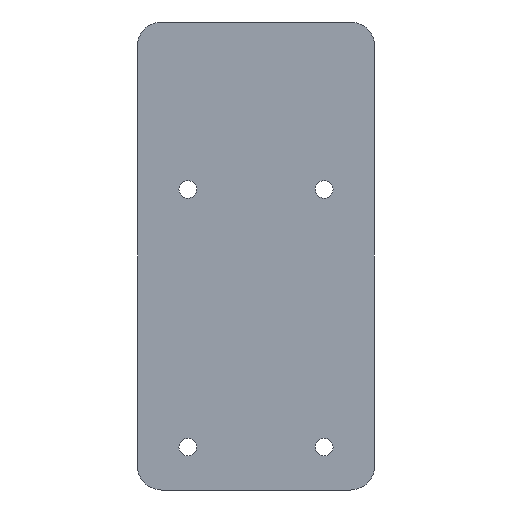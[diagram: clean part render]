
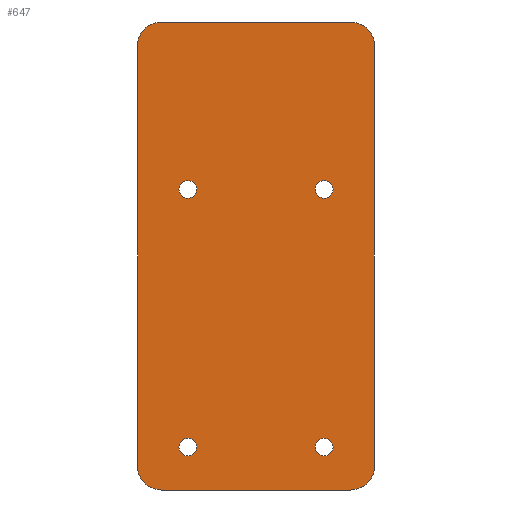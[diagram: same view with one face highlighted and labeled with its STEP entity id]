
A CAD part, front view. The second image highlights one B-rep face of the part: STEP entity #647.
In plain terms, the highlighted planar face has unit normal (0, -1, 0).
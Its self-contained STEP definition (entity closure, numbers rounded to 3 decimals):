
#15 = CARTESIAN_POINT ( 'NONE',  ( 11.5, 0., 21.75 ) ) ;
#45 = EDGE_CURVE ( 'NONE', #1681, #573, #2308, .T. ) ;
#71 = DIRECTION ( 'NONE',  ( 0., 1., 0. ) ) ;
#81 = CARTESIAN_POINT ( 'NONE',  ( -20., 0., -25. ) ) ;
#98 = ORIENTED_EDGE ( 'NONE', *, *, #3092, .T. ) ;
#108 = AXIS2_PLACEMENT_3D ( 'NONE', #1216, #2541, #3245 ) ;
#141 = EDGE_CURVE ( 'NONE', #1028, #3253, #1701, .T. ) ;
#180 = AXIS2_PLACEMENT_3D ( 'NONE', #908, #1893, #3223 ) ;
#198 = ORIENTED_EDGE ( 'NONE', *, *, #3181, .T. ) ;
#209 = DIRECTION ( 'NONE',  ( 0., 0., 1. ) ) ;
#232 = EDGE_LOOP ( 'NONE', ( #534, #198, #1222, #3126, #1621, #1450, #911, #98 ) ) ;
#249 = CIRCLE ( 'NONE', #108, 4. ) ;
#260 = CARTESIAN_POINT ( 'NONE',  ( 16., 0., 46. ) ) ;
#284 = ORIENTED_EDGE ( 'NONE', *, *, #3543, .T. ) ;
#334 = VERTEX_POINT ( 'NONE', #3172 ) ;
#382 = EDGE_CURVE ( 'NONE', #4294, #3943, #2240, .T. ) ;
#407 = VERTEX_POINT ( 'NONE', #1645 ) ;
#453 = VERTEX_POINT ( 'NONE', #1323 ) ;
#456 = VECTOR ( 'NONE', #2487, 1000. ) ;
#478 = CARTESIAN_POINT ( 'NONE',  ( -11.5, 0., 21.75 ) ) ;
#506 = PLANE ( 'NONE',  #3775 ) ;
#519 = DIRECTION ( 'NONE',  ( 0., -1., 0. ) ) ;
#534 = ORIENTED_EDGE ( 'NONE', *, *, #3815, .F. ) ;
#539 = DIRECTION ( 'NONE',  ( 0., 0., 1. ) ) ;
#548 = AXIS2_PLACEMENT_3D ( 'NONE', #1790, #71, #2082 ) ;
#573 = VERTEX_POINT ( 'NONE', #1722 ) ;
#578 = ORIENTED_EDGE ( 'NONE', *, *, #45, .T. ) ;
#647 = ADVANCED_FACE ( 'NONE', ( #2661, #1748, #4011, #3186, #2431 ), #506, .F. ) ;
#722 = CIRCLE ( 'NONE', #1630, 1.5 ) ;
#779 = EDGE_CURVE ( 'NONE', #1422, #4215, #1474, .T. ) ;
#790 = CARTESIAN_POINT ( 'NONE',  ( -16., 0., 50. ) ) ;
#822 = VECTOR ( 'NONE', #1366, 1000. ) ;
#862 = CIRCLE ( 'NONE', #2044, 4. ) ;
#908 = CARTESIAN_POINT ( 'NONE',  ( 11.5, 0., 21.75 ) ) ;
#911 = ORIENTED_EDGE ( 'NONE', *, *, #141, .F. ) ;
#923 = AXIS2_PLACEMENT_3D ( 'NONE', #478, #4081, #1513 ) ;
#952 = EDGE_LOOP ( 'NONE', ( #2467, #2147 ) ) ;
#1028 = VERTEX_POINT ( 'NONE', #81 ) ;
#1029 = VECTOR ( 'NONE', #3030, 1000. ) ;
#1129 = DIRECTION ( 'NONE',  ( 0., 1., 0. ) ) ;
#1161 = VERTEX_POINT ( 'NONE', #2804 ) ;
#1175 = DIRECTION ( 'NONE',  ( 0., 0., 1. ) ) ;
#1202 = EDGE_CURVE ( 'NONE', #1860, #1161, #2378, .T. ) ;
#1216 = CARTESIAN_POINT ( 'NONE',  ( 16., 0., -25. ) ) ;
#1222 = ORIENTED_EDGE ( 'NONE', *, *, #3358, .F. ) ;
#1241 = CARTESIAN_POINT ( 'NONE',  ( 11.5, 0., -21.75 ) ) ;
#1257 = CARTESIAN_POINT ( 'NONE',  ( -11.5, 0., -21.75 ) ) ;
#1286 = CIRCLE ( 'NONE', #180, 1.5 ) ;
#1307 = DIRECTION ( 'NONE',  ( 0., -1., 0. ) ) ;
#1323 = CARTESIAN_POINT ( 'NONE',  ( 11.5, 0., 20.25 ) ) ;
#1354 = CIRCLE ( 'NONE', #3790, 1.5 ) ;
#1366 = DIRECTION ( 'NONE',  ( 1., 0., 0. ) ) ;
#1421 = AXIS2_PLACEMENT_3D ( 'NONE', #3635, #1307, #3613 ) ;
#1422 = VERTEX_POINT ( 'NONE', #1551 ) ;
#1450 = ORIENTED_EDGE ( 'NONE', *, *, #2744, .T. ) ;
#1474 = CIRCLE ( 'NONE', #4252, 1.5 ) ;
#1510 = LINE ( 'NONE', #1885, #456 ) ;
#1513 = DIRECTION ( 'NONE',  ( 0., 0., 1. ) ) ;
#1551 = CARTESIAN_POINT ( 'NONE',  ( -11.5, 0., -20.25 ) ) ;
#1575 = VERTEX_POINT ( 'NONE', #790 ) ;
#1579 = ORIENTED_EDGE ( 'NONE', *, *, #779, .T. ) ;
#1621 = ORIENTED_EDGE ( 'NONE', *, *, #4233, .F. ) ;
#1630 = AXIS2_PLACEMENT_3D ( 'NONE', #1833, #3530, #209 ) ;
#1645 = CARTESIAN_POINT ( 'NONE',  ( 16., 0., -29. ) ) ;
#1681 = VERTEX_POINT ( 'NONE', #3553 ) ;
#1692 = AXIS2_PLACEMENT_3D ( 'NONE', #260, #519, #539 ) ;
#1701 = LINE ( 'NONE', #4007, #3007 ) ;
#1722 = CARTESIAN_POINT ( 'NONE',  ( 11.5, 0., -20.25 ) ) ;
#1748 = FACE_BOUND ( 'NONE', #1997, .T. ) ;
#1790 = CARTESIAN_POINT ( 'NONE',  ( -11.5, 0., 21.75 ) ) ;
#1814 = CARTESIAN_POINT ( 'NONE',  ( 11.5, 0., 23.25 ) ) ;
#1820 = DIRECTION ( 'NONE',  ( 0., 0., 1. ) ) ;
#1833 = CARTESIAN_POINT ( 'NONE',  ( 11.5, 0., -21.75 ) ) ;
#1851 = DIRECTION ( 'NONE',  ( 0., 0., 1. ) ) ;
#1860 = VERTEX_POINT ( 'NONE', #3032 ) ;
#1885 = CARTESIAN_POINT ( 'NONE',  ( 20., 0., -50. ) ) ;
#1893 = DIRECTION ( 'NONE',  ( 0., 1., 0. ) ) ;
#1997 = EDGE_LOOP ( 'NONE', ( #2352, #3419 ) ) ;
#2043 = CARTESIAN_POINT ( 'NONE',  ( -20., 0., 50. ) ) ;
#2044 = AXIS2_PLACEMENT_3D ( 'NONE', #3188, #3795, #2131 ) ;
#2045 = CIRCLE ( 'NONE', #2601, 1.5 ) ;
#2061 = CARTESIAN_POINT ( 'NONE',  ( -11.5, 0., -23.25 ) ) ;
#2082 = DIRECTION ( 'NONE',  ( 0., 0., 1. ) ) ;
#2130 = CARTESIAN_POINT ( 'NONE',  ( 0., 0., 0. ) ) ;
#2131 = DIRECTION ( 'NONE',  ( 0., 0., 1. ) ) ;
#2147 = ORIENTED_EDGE ( 'NONE', *, *, #2535, .T. ) ;
#2240 = CIRCLE ( 'NONE', #1692, 4. ) ;
#2274 = CARTESIAN_POINT ( 'NONE',  ( -11.5, 0., -21.75 ) ) ;
#2308 = CIRCLE ( 'NONE', #3771, 1.5 ) ;
#2325 = CIRCLE ( 'NONE', #1421, 4. ) ;
#2352 = ORIENTED_EDGE ( 'NONE', *, *, #1202, .T. ) ;
#2378 = CIRCLE ( 'NONE', #923, 1.5 ) ;
#2409 = CARTESIAN_POINT ( 'NONE',  ( 16., 0., 50. ) ) ;
#2431 = FACE_OUTER_BOUND ( 'NONE', #232, .T. ) ;
#2466 = CARTESIAN_POINT ( 'NONE',  ( -20., 0., 46. ) ) ;
#2467 = ORIENTED_EDGE ( 'NONE', *, *, #3229, .T. ) ;
#2473 = CARTESIAN_POINT ( 'NONE',  ( 20., 0., 46. ) ) ;
#2477 = CARTESIAN_POINT ( 'NONE',  ( -16., 0., -29. ) ) ;
#2487 = DIRECTION ( 'NONE',  ( 0., 0., -1. ) ) ;
#2535 = EDGE_CURVE ( 'NONE', #3672, #453, #2045, .T. ) ;
#2541 = DIRECTION ( 'NONE',  ( 0., -1., 0. ) ) ;
#2543 = DIRECTION ( 'NONE',  ( 0., 0., 1. ) ) ;
#2600 = DIRECTION ( 'NONE',  ( 0., 1., 0. ) ) ;
#2601 = AXIS2_PLACEMENT_3D ( 'NONE', #15, #3931, #2645 ) ;
#2645 = DIRECTION ( 'NONE',  ( 0., 0., 1. ) ) ;
#2661 = FACE_BOUND ( 'NONE', #952, .T. ) ;
#2744 = EDGE_CURVE ( 'NONE', #1575, #3253, #862, .T. ) ;
#2766 = EDGE_CURVE ( 'NONE', #573, #1681, #722, .T. ) ;
#2804 = CARTESIAN_POINT ( 'NONE',  ( -11.5, 0., 23.25 ) ) ;
#2913 = DIRECTION ( 'NONE',  ( 0., 1., 0. ) ) ;
#3007 = VECTOR ( 'NONE', #1820, 1000. ) ;
#3030 = DIRECTION ( 'NONE',  ( -1., 0., 0. ) ) ;
#3032 = CARTESIAN_POINT ( 'NONE',  ( -11.5, 0., 20.25 ) ) ;
#3051 = CARTESIAN_POINT ( 'NONE',  ( 20., 0., -29. ) ) ;
#3087 = VERTEX_POINT ( 'NONE', #2477 ) ;
#3092 = EDGE_CURVE ( 'NONE', #1028, #3087, #2325, .T. ) ;
#3126 = ORIENTED_EDGE ( 'NONE', *, *, #382, .T. ) ;
#3172 = CARTESIAN_POINT ( 'NONE',  ( 20., 0., -25. ) ) ;
#3181 = EDGE_CURVE ( 'NONE', #407, #334, #249, .T. ) ;
#3186 = FACE_BOUND ( 'NONE', #3362, .T. ) ;
#3188 = CARTESIAN_POINT ( 'NONE',  ( -16., 0., 46. ) ) ;
#3200 = DIRECTION ( 'NONE',  ( 0., 1., 0. ) ) ;
#3223 = DIRECTION ( 'NONE',  ( 0., 0., 1. ) ) ;
#3229 = EDGE_CURVE ( 'NONE', #453, #3672, #1286, .T. ) ;
#3245 = DIRECTION ( 'NONE',  ( 0., 0., 1. ) ) ;
#3253 = VERTEX_POINT ( 'NONE', #2466 ) ;
#3293 = ORIENTED_EDGE ( 'NONE', *, *, #2766, .T. ) ;
#3358 = EDGE_CURVE ( 'NONE', #4294, #334, #1510, .T. ) ;
#3362 = EDGE_LOOP ( 'NONE', ( #284, #1579 ) ) ;
#3375 = LINE ( 'NONE', #2043, #822 ) ;
#3419 = ORIENTED_EDGE ( 'NONE', *, *, #3951, .T. ) ;
#3530 = DIRECTION ( 'NONE',  ( 0., 1., 0. ) ) ;
#3543 = EDGE_CURVE ( 'NONE', #4215, #1422, #1354, .T. ) ;
#3553 = CARTESIAN_POINT ( 'NONE',  ( 11.5, 0., -23.25 ) ) ;
#3603 = DIRECTION ( 'NONE',  ( 0., 0., 1. ) ) ;
#3613 = DIRECTION ( 'NONE',  ( 0., 0., 1. ) ) ;
#3635 = CARTESIAN_POINT ( 'NONE',  ( -16., 0., -25. ) ) ;
#3672 = VERTEX_POINT ( 'NONE', #1814 ) ;
#3771 = AXIS2_PLACEMENT_3D ( 'NONE', #1241, #2913, #2543 ) ;
#3775 = AXIS2_PLACEMENT_3D ( 'NONE', #2130, #1129, #1175 ) ;
#3790 = AXIS2_PLACEMENT_3D ( 'NONE', #2274, #2600, #3603 ) ;
#3795 = DIRECTION ( 'NONE',  ( 0., -1., 0. ) ) ;
#3815 = EDGE_CURVE ( 'NONE', #407, #3087, #4009, .T. ) ;
#3886 = EDGE_LOOP ( 'NONE', ( #578, #3293 ) ) ;
#3931 = DIRECTION ( 'NONE',  ( 0., 1., 0. ) ) ;
#3943 = VERTEX_POINT ( 'NONE', #2409 ) ;
#3951 = EDGE_CURVE ( 'NONE', #1161, #1860, #4087, .T. ) ;
#4007 = CARTESIAN_POINT ( 'NONE',  ( -20., 0., -50. ) ) ;
#4009 = LINE ( 'NONE', #3051, #1029 ) ;
#4011 = FACE_BOUND ( 'NONE', #3886, .T. ) ;
#4081 = DIRECTION ( 'NONE',  ( 0., 1., 0. ) ) ;
#4087 = CIRCLE ( 'NONE', #548, 1.5 ) ;
#4215 = VERTEX_POINT ( 'NONE', #2061 ) ;
#4233 = EDGE_CURVE ( 'NONE', #1575, #3943, #3375, .T. ) ;
#4252 = AXIS2_PLACEMENT_3D ( 'NONE', #1257, #3200, #1851 ) ;
#4294 = VERTEX_POINT ( 'NONE', #2473 ) ;
